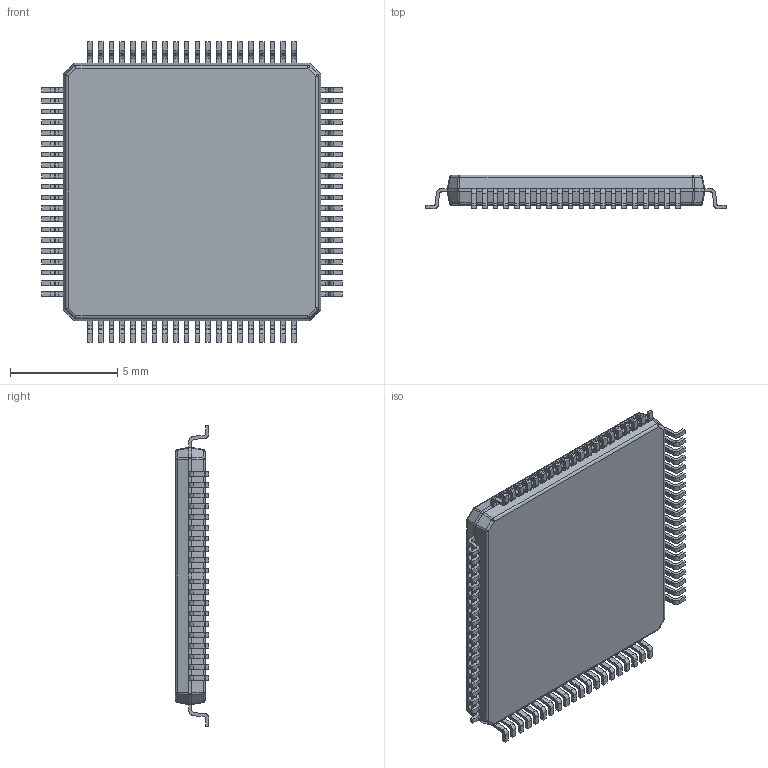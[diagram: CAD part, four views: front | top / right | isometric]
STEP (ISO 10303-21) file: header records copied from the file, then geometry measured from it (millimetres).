
FILE_DESCRIPTION((''),'2;1');
FILE_NAME('VHB80A_ASM','2012-02-17T',('CKXSSC'),(''),'PRO/ENGINEER BY PARAMETRIC TECHNOLOGY CORPORATION, 2011220','PRO/ENGINEER BY PARAMETRIC TECHNOLOGY CORPORATION, 2011220','');
FILE_SCHEMA(('AUTOMOTIVE_DESIGN_CC2 { 1 2 10303 214 -1 1 5 2 }'));
Length unit declared in the file: millimetre
Products named in the file (3): BODY_VHB80A; LEAD_VHB80A; VHB80A_ASM
Assembly tree (81 placements, depth 2):
  VHB80A_ASM
    BODY_VHB80A
    LEAD_VHB80A  x80
Bounding box: 14 x 1.56 x 14 mm (x, y, z)
Volume: 200.9 mm3; surface area: 437.1 mm2
Topology: 81 solids, 81 shells, 1205 faces, 3046 edges, 2004 vertices
Faces by surface type: plane 827, cylinder 362, sphere 16
Entity records: 3901 total; most frequent: DIRECTION 612, CARTESIAN_POINT 581, ORIENTED_EDGE 404, AXIS2_PLACEMENT_3D 243, PRESENTATION_STYLE_ASSIGNMENT 204, STYLED_ITEM 204, CURVE_STYLE 202, EDGE_CURVE 202
